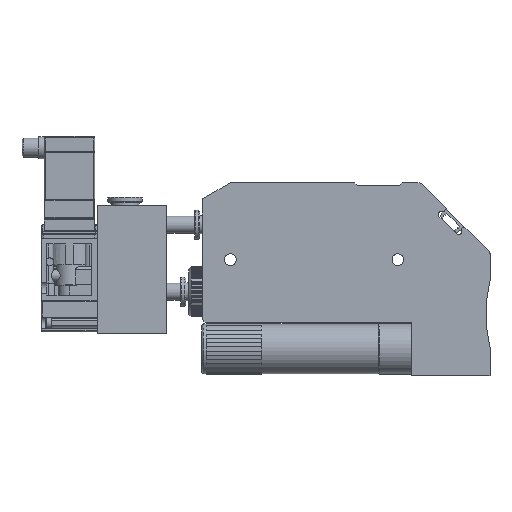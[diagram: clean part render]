
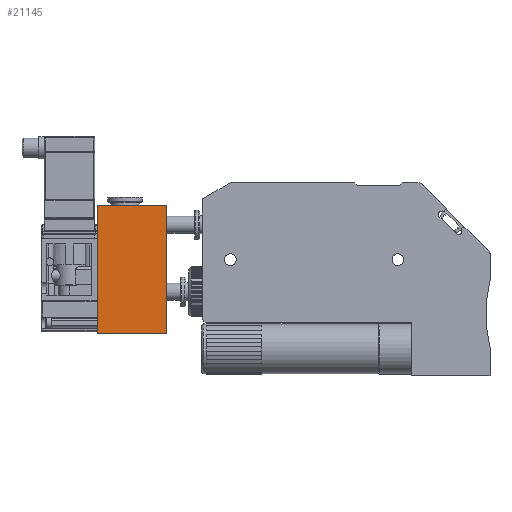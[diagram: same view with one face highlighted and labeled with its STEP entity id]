
A CAD part, top view. The second image highlights one B-rep face of the part: STEP entity #21145.
In plain terms, the highlighted planar face has unit normal (0, 0, 1).
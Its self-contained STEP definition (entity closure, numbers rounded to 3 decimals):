
#898=PLANE('',#22716);
#1804=FACE_OUTER_BOUND('',#3026,.T.);
#3026=EDGE_LOOP('',(#16222,#16223,#16224,#16225));
#4495=LINE('',#36567,#6407);
#4501=LINE('',#36601,#6413);
#4506=LINE('',#36615,#6418);
#4507=LINE('',#36617,#6419);
#6407=VECTOR('',#26152,10.);
#6413=VECTOR('',#26194,10.);
#6418=VECTOR('',#26209,10.);
#6419=VECTOR('',#26212,10.);
#9296=VERTEX_POINT('',#36564);
#9297=VERTEX_POINT('',#36566);
#9306=VERTEX_POINT('',#36597);
#9311=VERTEX_POINT('',#36613);
#11817=EDGE_CURVE('',#9297,#9296,#4495,.T.);
#11832=EDGE_CURVE('',#9297,#9306,#4501,.T.);
#11839=EDGE_CURVE('',#9296,#9311,#4506,.T.);
#11840=EDGE_CURVE('',#9311,#9306,#4507,.T.);
#16222=ORIENTED_EDGE('',*,*,#11840,.T.);
#16223=ORIENTED_EDGE('',*,*,#11832,.F.);
#16224=ORIENTED_EDGE('',*,*,#11817,.T.);
#16225=ORIENTED_EDGE('',*,*,#11839,.T.);
#21145=ADVANCED_FACE('',(#1804),#898,.T.);
#22716=AXIS2_PLACEMENT_3D('',#36616,#26210,#26211);
#26152=DIRECTION('',(0.,-1.,0.));
#26194=DIRECTION('',(1.,0.,0.));
#26209=DIRECTION('',(1.,0.,0.));
#26210=DIRECTION('center_axis',(0.,0.,
1.));
#26211=DIRECTION('ref_axis',(0.,-1.,0.));
#26212=DIRECTION('',(0.,1.,0.));
#36564=CARTESIAN_POINT('',(-65.152,2.148,19.8));
#36566=CARTESIAN_POINT('',(-65.152,48.148,19.8));
#36567=CARTESIAN_POINT('',(-65.152,48.148,19.8));
#36597=CARTESIAN_POINT('',(-40.152,48.148,19.8));
#36601=CARTESIAN_POINT('',(-65.152,48.148,19.8));
#36613=CARTESIAN_POINT('',(-40.152,2.148,19.8));
#36615=CARTESIAN_POINT('',(-40.152,2.148,19.8));
#36616=CARTESIAN_POINT('Origin',(-65.152,6.148,19.8));
#36617=CARTESIAN_POINT('',(-40.152,48.148,19.8));
